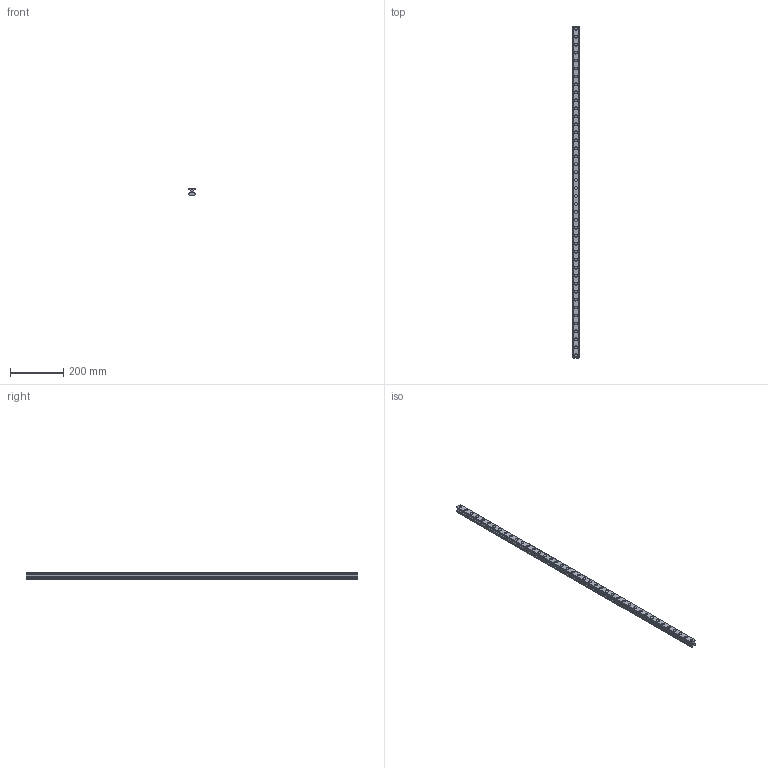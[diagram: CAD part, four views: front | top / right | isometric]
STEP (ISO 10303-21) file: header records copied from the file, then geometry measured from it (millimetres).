
FILE_DESCRIPTION(('STEP AP214'),'1');
FILE_NAME('cctmp_6B5D7D39-D6C3-4839-9F26-1C4ABA946529_2021_03_10_11_44_19_0988..stp','2021-03-10T10:44:20',('HIWIN GmbH'),('CADClick - www.CADClick.com'),'Spatial InterOp 3D',' ','unknown authorization');
FILE_SCHEMA(('AUTOMOTIVE_DESIGN'));
Length unit declared in the file: millimetre
Products named in the file (1): RGR25R1250H_FILE
Bounding box: 23 x 1250 x 23.6 mm (x, y, z)
Volume: 500828.7 mm3; surface area: 155872.4 mm2
Topology: 1 solids, 1 shells, 495 faces, 1089 edges, 726 vertices
Faces by surface type: cylinder 270, plane 225
Entity records: 17827 total; most frequent: DIRECTION 2621, CARTESIAN_POINT 2311, ORIENTED_EDGE 2178, EDGE_CURVE 1089, AXIS2_PLACEMENT_3D 1036, VERTEX_POINT 726, EDGE_LOOP 625, LINE 549
